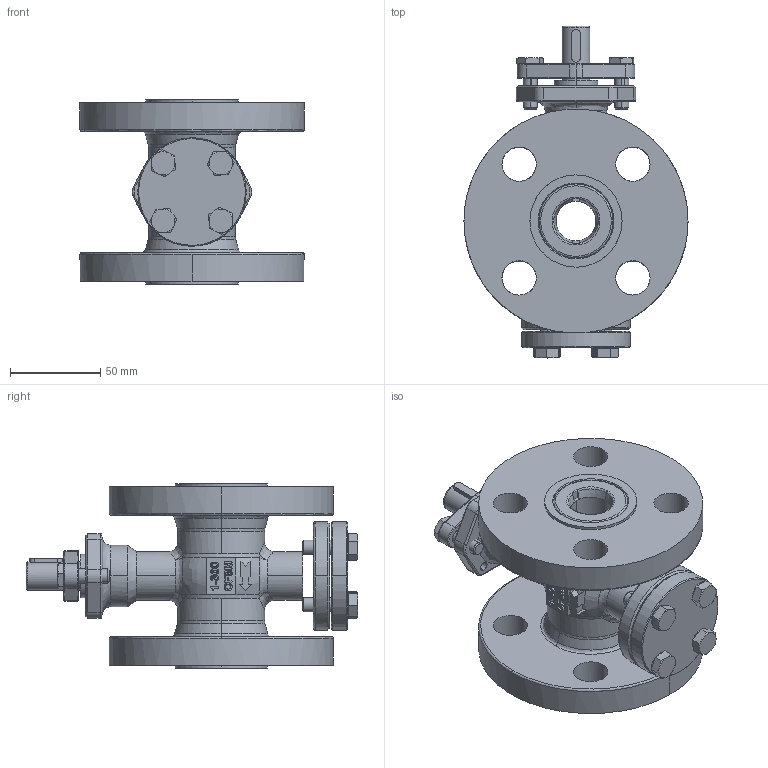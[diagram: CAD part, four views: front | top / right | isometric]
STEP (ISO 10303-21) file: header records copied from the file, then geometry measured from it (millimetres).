
FILE_DESCRIPTION (( 'STEP AP214' ), '1' );
FILE_NAME ('VX-F3-0100-XXX.step', '2019-10-18T12:33:44', ( '' ), ( '' ), 'SwSTEP 2.0', 'SolidWorks 2019', '' );
FILE_SCHEMA (( 'AUTOMOTIVE_DESIGN' ));
Length unit declared in the file: inch
Products named in the file (2): VX-F3-0100-XXX
Bounding box: 124 x 183.68 x 102 mm (x, y, z)
Surface area: 116873.8 mm2 (no closed solid volume)
Topology: 0 solids, 21 shells, 515 faces, 1419 edges, 909 vertices
Faces by surface type: plane 170, bspline 156, cylinder 112, cone 77
Entity records: 37981 total; most frequent: CARTESIAN_POINT 21721, ORIENTED_EDGE 2581, EDGE_CURVE 1415, B_SPLINE_CURVE_WITH_KNOTS 1199, VERTEX_POINT 909, DIRECTION 790, EDGE_LOOP 593, UNCERTAINTY_MEASURE_WITH_UNIT 517
